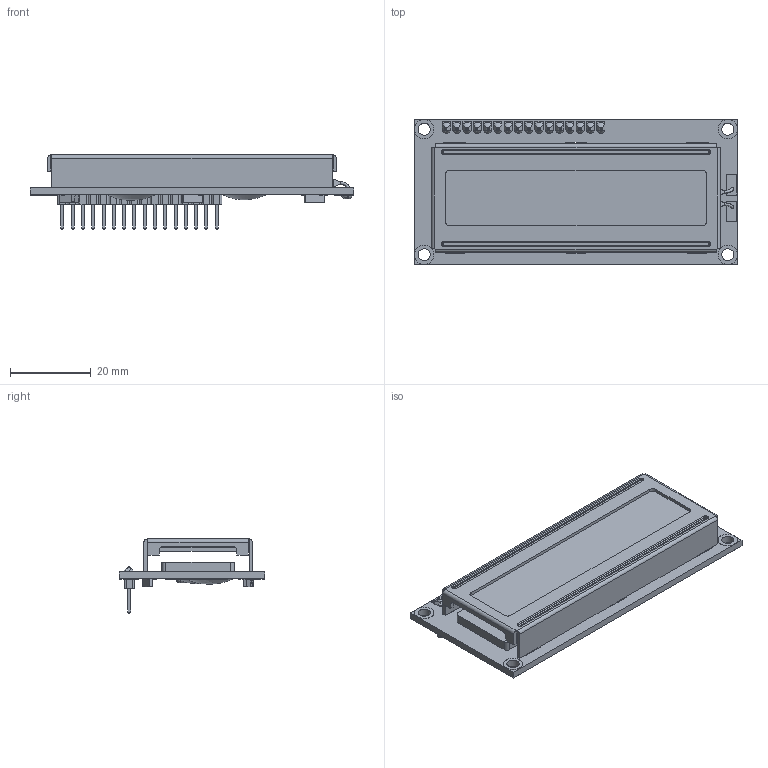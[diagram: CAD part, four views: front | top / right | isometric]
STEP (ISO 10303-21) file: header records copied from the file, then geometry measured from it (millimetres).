
FILE_DESCRIPTION(/* description */ (''),/* implementation_level */ '2;1');
FILE_NAME(/* name */ 'LCD-1602 v1.step',/* time_stamp */ '2019-09-24T11:15:55-05:00',/* author */ (''),/* organization */ (''),/* preprocessor_version */ 'ST-DEVELOPER v18',/* originating_system */ 'Autodesk Translation Framework v8.6.0.1094',/* authorisation */ '');
FILE_SCHEMA (('AUTOMOTIVE_DESIGN { 1 0 10303 214 3 1 1 }'));
Products named in the file (6): LCD-1602; pcbboard; 16pin_header__; lcd window; backlight; liquid crystal grabcad
Assembly tree (5 placements, depth 2):
  LCD-1602
    pcbboard
    16pin_header__
    lcd window
    backlight
    liquid crystal grabcad
Bounding box: 80 x 36 x 18.3 mm (x, y, z)
Volume: 13260.9 mm3; surface area: 24066.5 mm2
Topology: 7 solids, 7 shells, 2274 faces, 6238 edges, 4082 vertices
Faces by surface type: plane 1888, bspline 186, cylinder 172, torus 23, sphere 5
Full cylindrical faces by diameter (mm): 1 x16, 3 x4, 4.8 x8
Entity records: 80650 total; most frequent: CARTESIAN_POINT 21792, ORIENTED_EDGE 12472, DIRECTION 10571, EDGE_CURVE 6236, LINE 5523, VECTOR 5523, VERTEX_POINT 4082, EDGE_LOOP 2950
